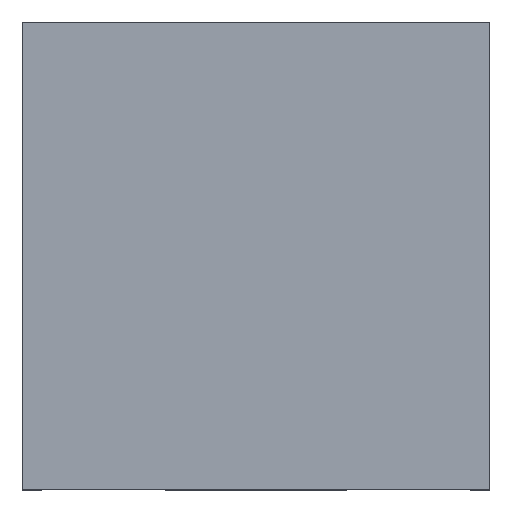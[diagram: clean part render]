
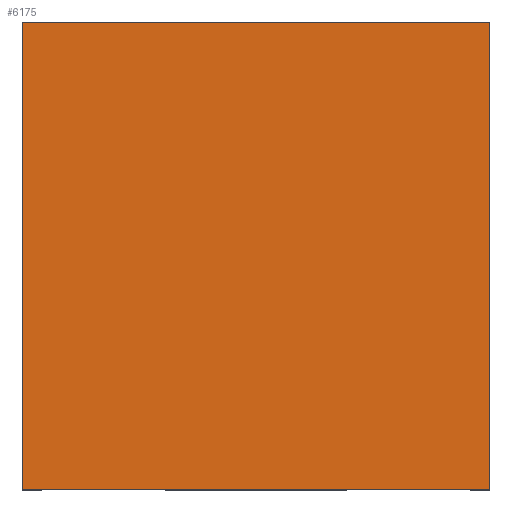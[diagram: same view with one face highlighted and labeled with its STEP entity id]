
A CAD part, top view. The second image highlights one B-rep face of the part: STEP entity #6175.
In plain terms, the highlighted planar face has unit normal (0, 0, 1).
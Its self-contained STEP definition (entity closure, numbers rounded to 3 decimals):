
#1 = LINE ( 'NONE', #1070, #1512 ) ;
#128 = VERTEX_POINT ( 'NONE', #4535 ) ;
#1070 = CARTESIAN_POINT ( 'NONE',  ( 2.45, 2.45, 3.95 ) ) ;
#1181 = ORIENTED_EDGE ( 'NONE', *, *, #2155, .T. ) ;
#1378 = ORIENTED_EDGE ( 'NONE', *, *, #5289, .T. ) ;
#1440 = CARTESIAN_POINT ( 'NONE',  ( 2.45, -2.45, 3.95 ) ) ;
#1512 = VECTOR ( 'NONE', #6681, 1000. ) ;
#1879 = DIRECTION ( 'NONE',  ( 1., 0., 0. ) ) ;
#2016 = LINE ( 'NONE', #6911, #8064 ) ;
#2083 = CARTESIAN_POINT ( 'NONE',  ( 2.45, 2.45, 3.95 ) ) ;
#2155 = EDGE_CURVE ( 'NONE', #9431, #10554, #1, .T. ) ;
#3847 = VERTEX_POINT ( 'NONE', #1440 ) ;
#4535 = CARTESIAN_POINT ( 'NONE',  ( -2.45, -2.45, 3.95 ) ) ;
#4687 = FACE_OUTER_BOUND ( 'NONE', #5796, .T. ) ;
#5289 = EDGE_CURVE ( 'NONE', #128, #3847, #2016, .T. ) ;
#5485 = VECTOR ( 'NONE', #12139, 1000. ) ;
#5650 = LINE ( 'NONE', #11455, #9604 ) ;
#5796 = EDGE_LOOP ( 'NONE', ( #1378, #5989, #1181, #10778 ) ) ;
#5989 = ORIENTED_EDGE ( 'NONE', *, *, #9148, .T. ) ;
#6175 = ADVANCED_FACE ( 'NONE', ( #4687 ), #9784, .T. ) ;
#6681 = DIRECTION ( 'NONE',  ( -1., 0., 0. ) ) ;
#6911 = CARTESIAN_POINT ( 'NONE',  ( -2.45, -2.45, 3.95 ) ) ;
#7716 = CARTESIAN_POINT ( 'NONE',  ( 0., 0., 3.95 ) ) ;
#8064 = VECTOR ( 'NONE', #1879, 1000. ) ;
#8291 = LINE ( 'NONE', #11245, #5485 ) ;
#9148 = EDGE_CURVE ( 'NONE', #3847, #9431, #5650, .T. ) ;
#9312 = EDGE_CURVE ( 'NONE', #10554, #128, #8291, .T. ) ;
#9431 = VERTEX_POINT ( 'NONE', #2083 ) ;
#9604 = VECTOR ( 'NONE', #11395, 1000. ) ;
#9784 = PLANE ( 'NONE',  #12018 ) ;
#9907 = DIRECTION ( 'NONE',  ( 0., 0., 1. ) ) ;
#10554 = VERTEX_POINT ( 'NONE', #12380 ) ;
#10778 = ORIENTED_EDGE ( 'NONE', *, *, #9312, .T. ) ;
#11245 = CARTESIAN_POINT ( 'NONE',  ( -2.45, 2.45, 3.95 ) ) ;
#11395 = DIRECTION ( 'NONE',  ( 0., 1., 0. ) ) ;
#11455 = CARTESIAN_POINT ( 'NONE',  ( 2.45, -2.45, 3.95 ) ) ;
#11897 = DIRECTION ( 'NONE',  ( 1., 0., 0. ) ) ;
#12018 = AXIS2_PLACEMENT_3D ( 'NONE', #7716, #9907, #11897 ) ;
#12139 = DIRECTION ( 'NONE',  ( 0., -1., 0. ) ) ;
#12380 = CARTESIAN_POINT ( 'NONE',  ( -2.45, 2.45, 3.95 ) ) ;
